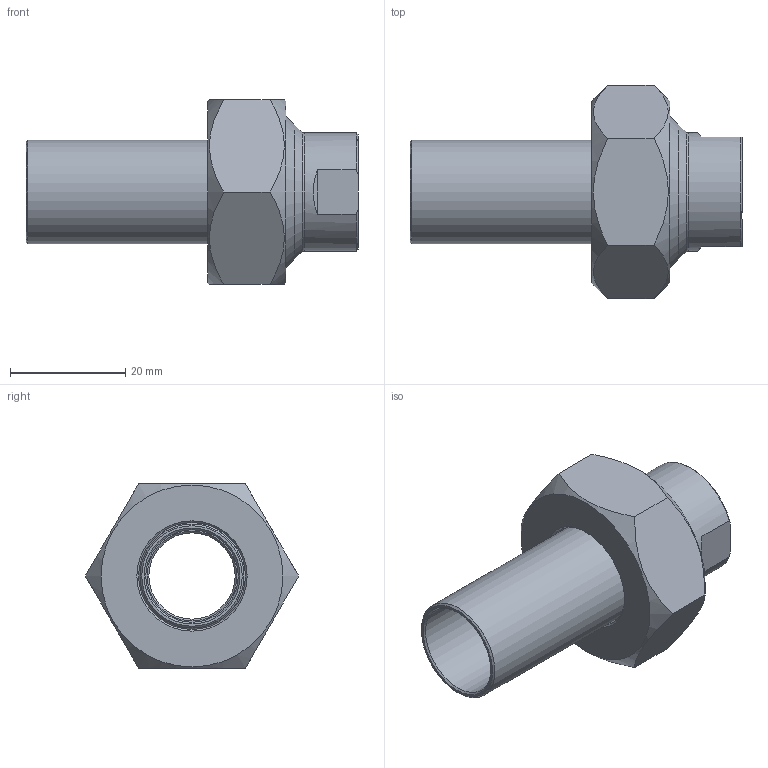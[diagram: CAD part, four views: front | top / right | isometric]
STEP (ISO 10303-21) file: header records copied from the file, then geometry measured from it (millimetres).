
FILE_DESCRIPTION(/* description */ (''),/* implementation_level */ '2;1');
FILE_NAME(/* name */ '3D_R666-PE-G-18-DN20-DN10_1711309275.stp',/* time_stamp */ '2021-07-15T16:07:33+02:00',/* author */ ('cad'),/* organization */ (''),/* preprocessor_version */ 'ST-DEVELOPER v18.1',/* originating_system */ 'Autodesk Inventor 2022',/* authorisation */ '');
FILE_SCHEMA (('AUTOMOTIVE_DESIGN { 1 0 10303 214 3 1 1 }'));
Length unit declared in the file: millimetre
Products named in the file (4): 3D_R666-PE-G-18-DN20-DN10_1711309275; 3D_R666-M-DN20_17113920; 3D_R666-G-DN10-DN20_17113515; 3D_R666-PE-18-DN20_17113463
Assembly tree (3 placements, depth 2):
  3D_R666-PE-G-18-DN20-DN10_1711309275
    3D_R666-M-DN20_17113920
    3D_R666-G-DN10-DN20_17113515
    3D_R666-PE-18-DN20_17113463
Bounding box: 57.5 x 36.95 x 32 mm (x, y, z)
Volume: 13087.3 mm3; surface area: 10655.4 mm2
Topology: 3 solids, 3 shells, 46 faces, 109 edges, 71 vertices
Faces by surface type: plane 18, cone 17, cylinder 8, torus 3
Full cylindrical faces by diameter (mm): 14.95 x1, 16 x1, 18 x1, 18.5 x1, 20.5 x1, 23.5 x1, 24.117 x1, 26.4 x1
Entity records: 1488 total; most frequent: CARTESIAN_POINT 265, DIRECTION 255, ORIENTED_EDGE 218, EDGE_CURVE 109, AXIS2_PLACEMENT_3D 109, VERTEX_POINT 71, EDGE_LOOP 54, CIRCLE 54
